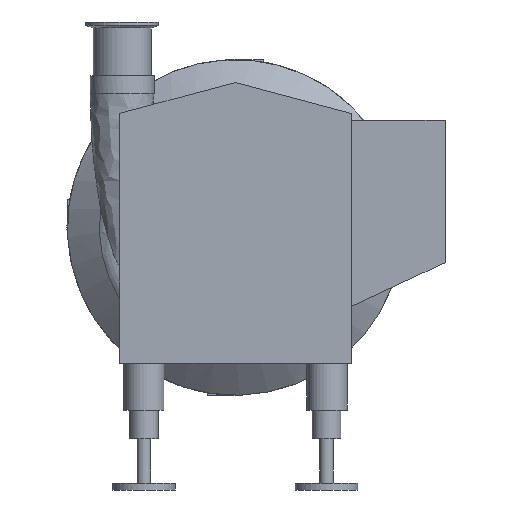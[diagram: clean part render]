
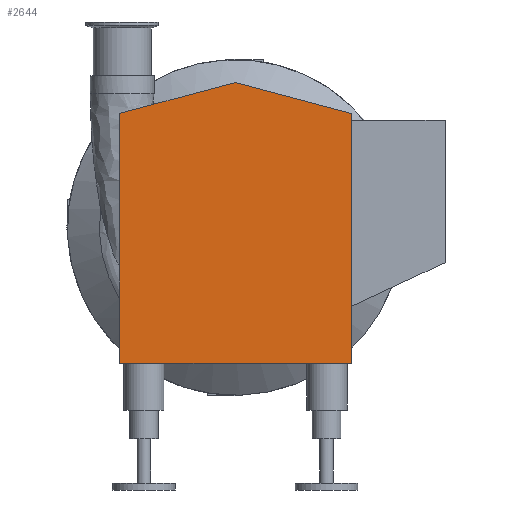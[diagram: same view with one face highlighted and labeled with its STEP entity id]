
A CAD part, left-side view. The second image highlights one B-rep face of the part: STEP entity #2644.
In plain terms, the highlighted planar face has unit normal (-1, 0, 0).
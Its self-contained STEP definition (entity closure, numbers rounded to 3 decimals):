
#321=LINE('',#4743,#545);
#322=LINE('',#4745,#546);
#323=LINE('',#4747,#547);
#324=LINE('',#4749,#548);
#325=LINE('',#4750,#549);
#545=VECTOR('',#3735,10.);
#546=VECTOR('',#3736,10.);
#547=VECTOR('',#3737,10.);
#548=VECTOR('',#3738,10.);
#549=VECTOR('',#3739,10.);
#723=FACE_OUTER_BOUND('',#902,.T.);
#902=EDGE_LOOP('',(#2331,#2332,#2333,#2334,#2335));
#1269=VERTEX_POINT('',#4741);
#1270=VERTEX_POINT('',#4742);
#1271=VERTEX_POINT('',#4744);
#1272=VERTEX_POINT('',#4746);
#1273=VERTEX_POINT('',#4748);
#1630=EDGE_CURVE('',#1269,#1270,#321,.T.);
#1631=EDGE_CURVE('',#1271,#1269,#322,.T.);
#1632=EDGE_CURVE('',#1272,#1271,#323,.T.);
#1633=EDGE_CURVE('',#1273,#1272,#324,.T.);
#1634=EDGE_CURVE('',#1270,#1273,#325,.T.);
#2331=ORIENTED_EDGE('',*,*,#1630,.F.);
#2332=ORIENTED_EDGE('',*,*,#1631,.F.);
#2333=ORIENTED_EDGE('',*,*,#1632,.F.);
#2334=ORIENTED_EDGE('',*,*,#1633,.F.);
#2335=ORIENTED_EDGE('',*,*,#1634,.F.);
#2482=PLANE('',#2958);
#2644=ADVANCED_FACE('',(#723),#2482,.F.);
#2958=AXIS2_PLACEMENT_3D('',#4740,#3733,#3734);
#3733=DIRECTION('center_axis',(1.,0.,0.));
#3734=DIRECTION('ref_axis',(0.,0.,-1.));
#3735=DIRECTION('',(0.,0.,-1.));
#3736=DIRECTION('',(0.,-0.966,-0.259));
#3737=DIRECTION('',(0.,-0.966,0.259));
#3738=DIRECTION('',(0.,0.,1.));
#3739=DIRECTION('',(0.,1.,0.));
#4740=CARTESIAN_POINT('Origin',(-335.5,0.,-5.295));
#4741=CARTESIAN_POINT('',(-335.5,-101.7,99.75));
#4742=CARTESIAN_POINT('',(-335.5,-101.7,-119.));
#4743=CARTESIAN_POINT('',(-335.5,-101.7,99.884));
#4744=CARTESIAN_POINT('',(-335.5,0.,127.));
#4745=CARTESIAN_POINT('',(-335.5,0.,127.));
#4746=CARTESIAN_POINT('',(-335.5,101.,99.937));
#4747=CARTESIAN_POINT('',(-335.5,101.2,99.884));
#4748=CARTESIAN_POINT('',(-335.5,101.,-119.));
#4749=CARTESIAN_POINT('',(-335.5,101.,-119.));
#4750=CARTESIAN_POINT('',(-335.5,-101.2,-119.));
